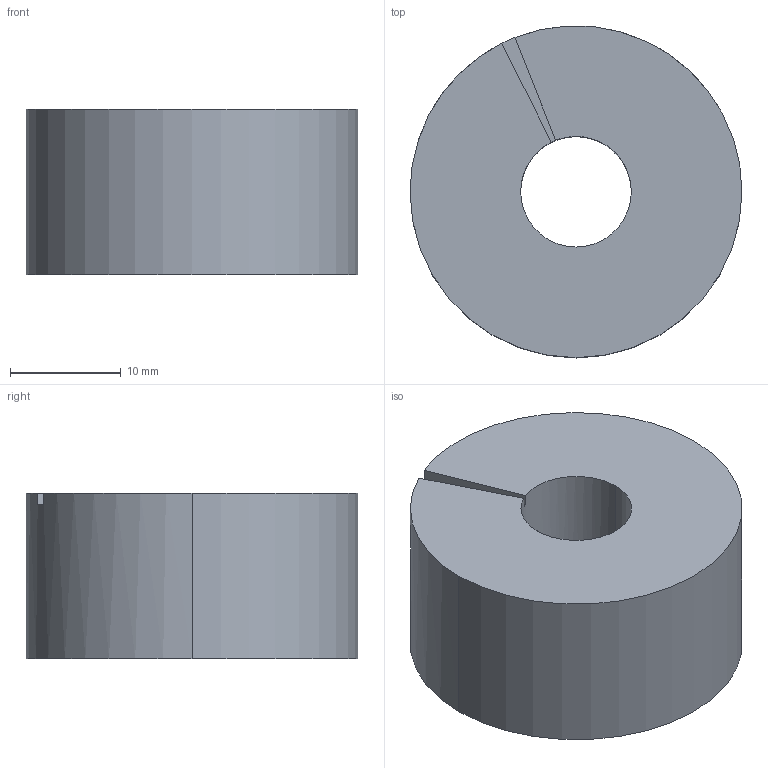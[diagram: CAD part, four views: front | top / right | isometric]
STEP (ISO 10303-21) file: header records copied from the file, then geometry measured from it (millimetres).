
FILE_DESCRIPTION (( 'STEP AP203' ), '1' );
FILE_NAME ('Roue_Défaut_sldprt.STEP', '2019-10-30T08:16:23', ( '' ), ( '' ), 'SwSTEP 2.0', 'SolidWorks 2017', '' );
FILE_SCHEMA (( 'CONFIG_CONTROL_DESIGN' ));
Length unit declared in the file: millimetre
Products named in the file (1): Roue_Défaut_sldprt
Bounding box: 30 x 30 x 15 mm (x, y, z)
Volume: 9416.1 mm3; surface area: 3159.8 mm2
Topology: 1 solids, 1 shells, 9 faces, 24 edges, 16 vertices
Faces by surface type: plane 5, cylinder 4
Entity records: 371 total; most frequent: DIRECTION 56, CARTESIAN_POINT 50, ORIENTED_EDGE 48, EDGE_CURVE 24, AXIS2_PLACEMENT_3D 22, VERTEX_POINT 16, CIRCLE 12, VECTOR 12
